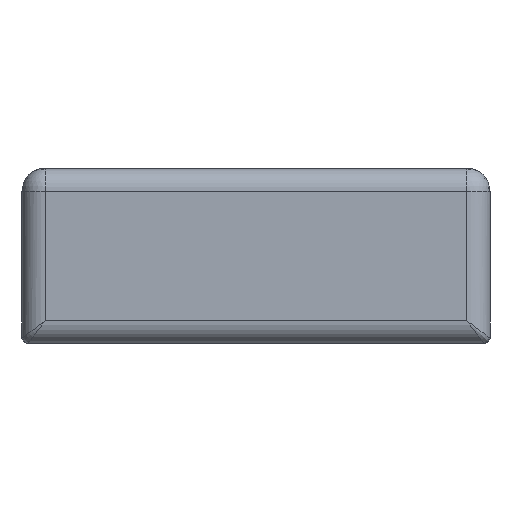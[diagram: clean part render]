
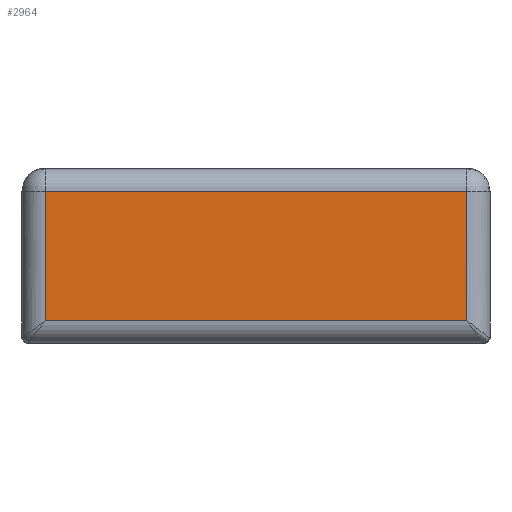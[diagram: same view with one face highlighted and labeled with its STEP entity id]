
A CAD part, front view. The second image highlights one B-rep face of the part: STEP entity #2964.
In plain terms, the highlighted planar face has unit normal (0, -1, 0).
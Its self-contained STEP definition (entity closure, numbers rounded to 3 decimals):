
#169 = VECTOR ( 'NONE', #1489, 1000. ) ;
#209 = CARTESIAN_POINT ( 'NONE',  ( -18.1, -203., 0.5 ) ) ;
#238 = LINE ( 'NONE', #2004, #1986 ) ;
#339 = CARTESIAN_POINT ( 'NONE',  ( 18.1, -203., 0.5 ) ) ;
#362 = CARTESIAN_POINT ( 'NONE',  ( -18.1, -203., 2. ) ) ;
#369 = ORIENTED_EDGE ( 'NONE', *, *, #1957, .T. ) ;
#382 = LINE ( 'NONE', #339, #169 ) ;
#581 = EDGE_CURVE ( 'NONE', #3592, #1172, #2022, .T. ) ;
#731 = EDGE_LOOP ( 'NONE', ( #4195, #369, #2336, #3270 ) ) ;
#759 = VECTOR ( 'NONE', #3775, 1000. ) ;
#811 = CARTESIAN_POINT ( 'NONE',  ( 19.6, -203., 0.5 ) ) ;
#917 = LINE ( 'NONE', #1378, #2072 ) ;
#1172 = VERTEX_POINT ( 'NONE', #362 ) ;
#1378 = CARTESIAN_POINT ( 'NONE',  ( 19.6, -203., 2. ) ) ;
#1489 = DIRECTION ( 'NONE',  ( 0., 0., 1. ) ) ;
#1502 = VERTEX_POINT ( 'NONE', #4636 ) ;
#1579 = EDGE_CURVE ( 'NONE', #1502, #2893, #382, .T. ) ;
#1590 = PLANE ( 'NONE',  #2314 ) ;
#1957 = EDGE_CURVE ( 'NONE', #1172, #1502, #917, .T. ) ;
#1986 = VECTOR ( 'NONE', #2410, 1000. ) ;
#2004 = CARTESIAN_POINT ( 'NONE',  ( 19.6, -203., 13.1 ) ) ;
#2022 = LINE ( 'NONE', #209, #759 ) ;
#2072 = VECTOR ( 'NONE', #2090, 1000. ) ;
#2090 = DIRECTION ( 'NONE',  ( 1., 0., 0. ) ) ;
#2113 = CARTESIAN_POINT ( 'NONE',  ( -18.1, -203., 13.1 ) ) ;
#2314 = AXIS2_PLACEMENT_3D ( 'NONE', #811, #4538, #3081 ) ;
#2336 = ORIENTED_EDGE ( 'NONE', *, *, #1579, .T. ) ;
#2410 = DIRECTION ( 'NONE',  ( -1., 0., 0. ) ) ;
#2893 = VERTEX_POINT ( 'NONE', #4345 ) ;
#2964 = ADVANCED_FACE ( 'NONE', ( #3727 ), #1590, .F. ) ;
#3081 = DIRECTION ( 'NONE',  ( -1., 0., 0. ) ) ;
#3270 = ORIENTED_EDGE ( 'NONE', *, *, #3934, .T. ) ;
#3592 = VERTEX_POINT ( 'NONE', #2113 ) ;
#3727 = FACE_OUTER_BOUND ( 'NONE', #731, .T. ) ;
#3775 = DIRECTION ( 'NONE',  ( 0., 0., -1. ) ) ;
#3934 = EDGE_CURVE ( 'NONE', #2893, #3592, #238, .T. ) ;
#4195 = ORIENTED_EDGE ( 'NONE', *, *, #581, .T. ) ;
#4345 = CARTESIAN_POINT ( 'NONE',  ( 18.1, -203., 13.1 ) ) ;
#4538 = DIRECTION ( 'NONE',  ( 0., 1., 0. ) ) ;
#4636 = CARTESIAN_POINT ( 'NONE',  ( 18.1, -203., 2. ) ) ;
